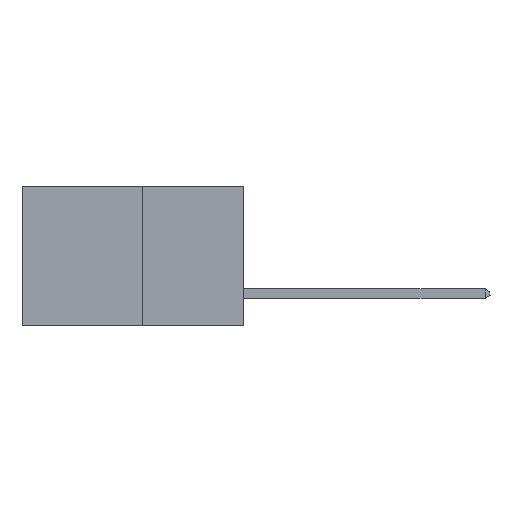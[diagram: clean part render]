
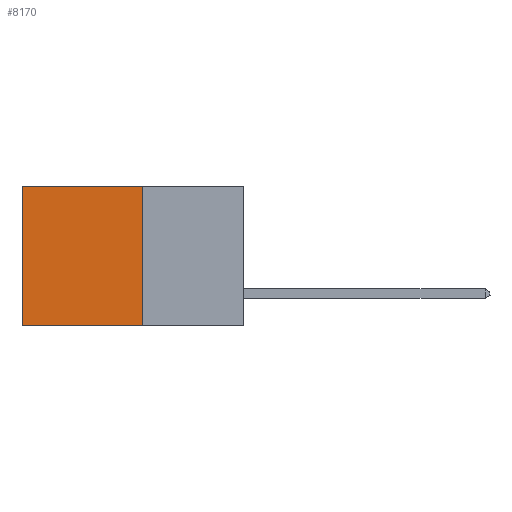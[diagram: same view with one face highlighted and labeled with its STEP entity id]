
A CAD part, left-side view. The second image highlights one B-rep face of the part: STEP entity #8170.
In plain terms, the highlighted planar face has unit normal (-1, 0, 0).
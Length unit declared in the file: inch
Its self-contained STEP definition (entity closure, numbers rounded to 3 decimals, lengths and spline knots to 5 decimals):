
#105 = PLANE ( 'NONE',  #7178 ) ;
#1168 = CARTESIAN_POINT ( 'NONE',  ( 0.277, 0.27, -0.37 ) ) ;
#1306 = CARTESIAN_POINT ( 'NONE',  ( 0.277, 0.59, -0.37 ) ) ;
#1336 = CARTESIAN_POINT ( 'NONE',  ( 0.277, 0.27, -0.37 ) ) ;
#2131 = VERTEX_POINT ( 'NONE', #1306 ) ;
#2379 = ORIENTED_EDGE ( 'NONE', *, *, #3388, .T. ) ;
#2380 = VECTOR ( 'NONE', #6883, 39.37008 ) ;
#2513 = DIRECTION ( 'NONE',  ( 0., 0., -1. ) ) ;
#3388 = EDGE_CURVE ( 'NONE', #9598, #3606, #12697, .T. ) ;
#3606 = VERTEX_POINT ( 'NONE', #11169 ) ;
#3773 = FACE_OUTER_BOUND ( 'NONE', #11236, .T. ) ;
#4389 = DIRECTION ( 'NONE',  ( 0., 1., 0. ) ) ;
#4793 = CARTESIAN_POINT ( 'NONE',  ( 0.277, 0.27, 0. ) ) ;
#5051 = VECTOR ( 'NONE', #14080, 39.37008 ) ;
#5530 = ORIENTED_EDGE ( 'NONE', *, *, #15177, .T. ) ;
#5710 = CARTESIAN_POINT ( 'NONE',  ( 0.277, 0.59, -0.37 ) ) ;
#5957 = LINE ( 'NONE', #5710, #2380 ) ;
#6192 = ORIENTED_EDGE ( 'NONE', *, *, #9614, .F. ) ;
#6526 = VECTOR ( 'NONE', #4389, 39.37008 ) ;
#6883 = DIRECTION ( 'NONE',  ( 0., 0., -1. ) ) ;
#7178 = AXIS2_PLACEMENT_3D ( 'NONE', #1336, #9597, #2513 ) ;
#8089 = VERTEX_POINT ( 'NONE', #1168 ) ;
#8170 = ADVANCED_FACE ( 'NONE', ( #3773 ), #105, .F. ) ;
#8339 = CARTESIAN_POINT ( 'NONE',  ( 0.277, 0.27, -0.37 ) ) ;
#9597 = DIRECTION ( 'NONE',  ( 1., 0., 0. ) ) ;
#9598 = VERTEX_POINT ( 'NONE', #4793 ) ;
#9614 = EDGE_CURVE ( 'NONE', #8089, #2131, #11238, .T. ) ;
#9922 = CARTESIAN_POINT ( 'NONE',  ( 0.277, 0.27, -0.37 ) ) ;
#11169 = CARTESIAN_POINT ( 'NONE',  ( 0.277, 0.59, 0. ) ) ;
#11206 = CARTESIAN_POINT ( 'NONE',  ( 0.277, 0.27, 0. ) ) ;
#11236 = EDGE_LOOP ( 'NONE', ( #5530, #6192, #13551, #2379 ) ) ;
#11238 = LINE ( 'NONE', #8339, #5051 ) ;
#11353 = VECTOR ( 'NONE', #13418, 39.37008 ) ;
#12164 = EDGE_CURVE ( 'NONE', #9598, #8089, #14408, .T. ) ;
#12697 = LINE ( 'NONE', #11206, #6526 ) ;
#13418 = DIRECTION ( 'NONE',  ( 0., 0., -1. ) ) ;
#13551 = ORIENTED_EDGE ( 'NONE', *, *, #12164, .F. ) ;
#14080 = DIRECTION ( 'NONE',  ( 0., 1., 0. ) ) ;
#14408 = LINE ( 'NONE', #9922, #11353 ) ;
#15177 = EDGE_CURVE ( 'NONE', #3606, #2131, #5957, .T. ) ;
